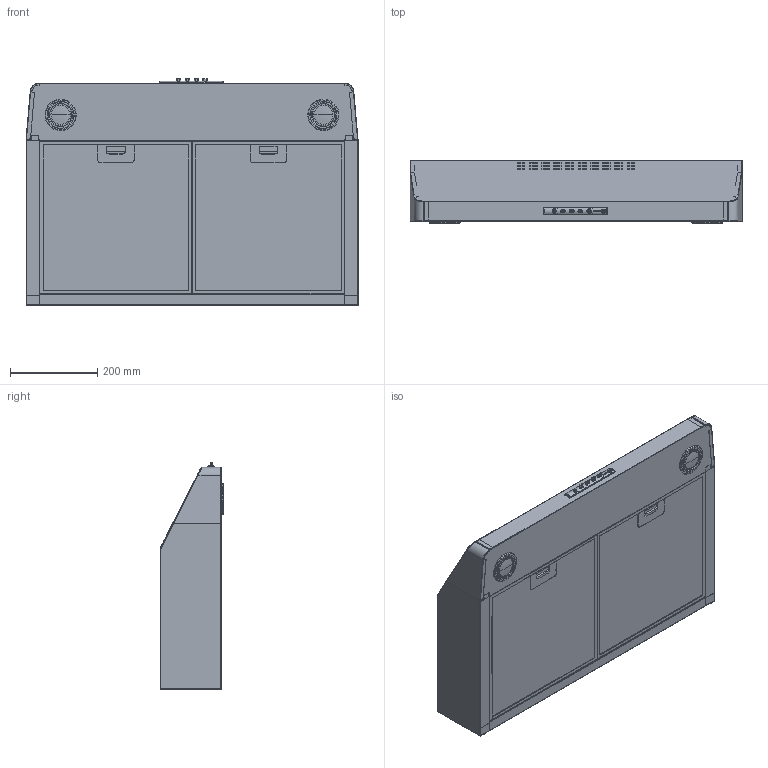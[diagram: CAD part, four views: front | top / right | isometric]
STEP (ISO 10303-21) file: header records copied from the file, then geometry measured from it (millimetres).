
FILE_DESCRIPTION((''),'2;1');
FILE_NAME('02B_CAPPA_30_PB_FB_ASM','2015-10-31T',('PW002'),(''),'PRO/ENGINEER BY PARAMETRIC TECHNOLOGY CORPORATION, 2014200','PRO/ENGINEER BY PARAMETRIC TECHNOLOGY CORPORATION, 2014200','');
FILE_SCHEMA(('CONFIG_CONTROL_DESIGN'));
Products named in the file (11): 02B_071; 02B_054; 02B_055; 02B_757_ASM; FIM_024; CME_FARETTO_220V; 02B_031; 245_021; 245_020; 245_035; 02B_CAPPA_30_PB_FB_ASM
Assembly tree (16 placements, depth 3):
  02B_CAPPA_30_PB_FB_ASM
    02B_757_ASM
      02B_071
      02B_054
      02B_055
    FIM_024  x2
    CME_FARETTO_220V  x2
    02B_031  x2
    245_021  x4
    245_020
    245_035
Bounding box: 760 x 146.09 x 519.38 mm (x, y, z)
Volume: 1603465.1 mm3; surface area: 2265523.4 mm2
Topology: 15 solids, 15 shells, 3528 faces, 8846 edges, 5373 vertices
Faces by surface type: plane 1891, cylinder 897, torus 280, bspline 238, cone 178, sphere 44
Entity records: 104719 total; most frequent: CARTESIAN_POINT 31952, ORIENTED_EDGE 15436, DIRECTION 14686, EDGE_CURVE 7718, AXIS2_PLACEMENT_3D 5148, VERTEX_POINT 4676, VECTOR 4390, LINE 4390
